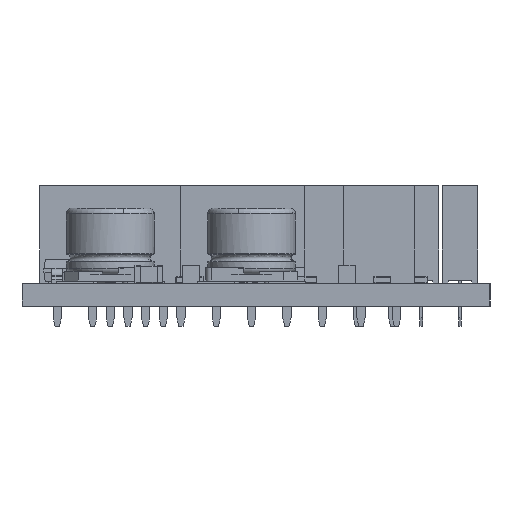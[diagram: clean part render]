
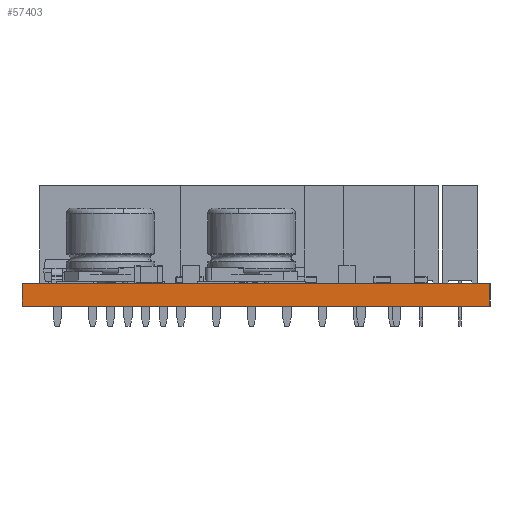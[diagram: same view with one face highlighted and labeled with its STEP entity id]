
A CAD part, left-side view. The second image highlights one B-rep face of the part: STEP entity #57403.
In plain terms, the highlighted planar face has unit normal (-1, 0, 0).
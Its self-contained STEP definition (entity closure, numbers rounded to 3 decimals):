
#57222 = PLANE('',#57223);
#57223 = AXIS2_PLACEMENT_3D('',#57224,#57225,#57226);
#57224 = CARTESIAN_POINT('',(143.51,-116.205,0.));
#57225 = DIRECTION('',(0.,-1.,0.));
#57226 = DIRECTION('',(-1.,0.,0.));
#57247 = VERTEX_POINT('',#57248);
#57248 = CARTESIAN_POINT('',(71.755,-116.205,1.6));
#57262 = PLANE('',#57263);
#57263 = AXIS2_PLACEMENT_3D('',#57264,#57265,#57266);
#57264 = CARTESIAN_POINT('',(109.855,-99.378,1.6));
#57265 = DIRECTION('',(0.,0.,-1.));
#57266 = DIRECTION('',(-1.,0.,0.));
#57274 = EDGE_CURVE('',#57275,#57247,#57277,.T.);
#57275 = VERTEX_POINT('',#57276);
#57276 = CARTESIAN_POINT('',(71.755,-116.205,0.));
#57277 = SURFACE_CURVE('',#57278,(#57282,#57289),.PCURVE_S1.);
#57278 = LINE('',#57279,#57280);
#57279 = CARTESIAN_POINT('',(71.755,-116.205,0.));
#57280 = VECTOR('',#57281,1.);
#57281 = DIRECTION('',(0.,0.,1.));
#57282 = PCURVE('',#57222,#57283);
#57283 = DEFINITIONAL_REPRESENTATION('',(#57284),#57288);
#57284 = LINE('',#57285,#57286);
#57285 = CARTESIAN_POINT('',(71.755,0.));
#57286 = VECTOR('',#57287,1.);
#57287 = DIRECTION('',(0.,-1.));
#57288 = ( GEOMETRIC_REPRESENTATION_CONTEXT(2) 
PARAMETRIC_REPRESENTATION_CONTEXT() REPRESENTATION_CONTEXT('2D SPACE',''
  ) );
#57289 = PCURVE('',#57290,#57295);
#57290 = PLANE('',#57291);
#57291 = AXIS2_PLACEMENT_3D('',#57292,#57293,#57294);
#57292 = CARTESIAN_POINT('',(71.755,-116.205,0.));
#57293 = DIRECTION('',(-1.,0.,0.));
#57294 = DIRECTION('',(0.,1.,0.));
#57295 = DEFINITIONAL_REPRESENTATION('',(#57296),#57300);
#57296 = LINE('',#57297,#57298);
#57297 = CARTESIAN_POINT('',(0.,0.));
#57298 = VECTOR('',#57299,1.);
#57299 = DIRECTION('',(0.,-1.));
#57300 = ( GEOMETRIC_REPRESENTATION_CONTEXT(2) 
PARAMETRIC_REPRESENTATION_CONTEXT() REPRESENTATION_CONTEXT('2D SPACE',''
  ) );
#57316 = PLANE('',#57317);
#57317 = AXIS2_PLACEMENT_3D('',#57318,#57319,#57320);
#57318 = CARTESIAN_POINT('',(109.855,-99.378,0.));
#57319 = DIRECTION('',(0.,0.,-1.));
#57320 = DIRECTION('',(-1.,0.,0.));
#57403 = ADVANCED_FACE('',(#57404),#57290,.T.);
#57404 = FACE_BOUND('',#57405,.T.);
#57405 = EDGE_LOOP('',(#57406,#57407,#57430,#57458));
#57406 = ORIENTED_EDGE('',*,*,#57274,.T.);
#57407 = ORIENTED_EDGE('',*,*,#57408,.T.);
#57408 = EDGE_CURVE('',#57247,#57409,#57411,.T.);
#57409 = VERTEX_POINT('',#57410);
#57410 = CARTESIAN_POINT('',(71.755,-82.55,1.6));
#57411 = SURFACE_CURVE('',#57412,(#57416,#57423),.PCURVE_S1.);
#57412 = LINE('',#57413,#57414);
#57413 = CARTESIAN_POINT('',(71.755,-116.205,1.6));
#57414 = VECTOR('',#57415,1.);
#57415 = DIRECTION('',(0.,1.,0.));
#57416 = PCURVE('',#57290,#57417);
#57417 = DEFINITIONAL_REPRESENTATION('',(#57418),#57422);
#57418 = LINE('',#57419,#57420);
#57419 = CARTESIAN_POINT('',(0.,-1.6));
#57420 = VECTOR('',#57421,1.);
#57421 = DIRECTION('',(1.,0.));
#57422 = ( GEOMETRIC_REPRESENTATION_CONTEXT(2) 
PARAMETRIC_REPRESENTATION_CONTEXT() REPRESENTATION_CONTEXT('2D SPACE',''
  ) );
#57423 = PCURVE('',#57262,#57424);
#57424 = DEFINITIONAL_REPRESENTATION('',(#57425),#57429);
#57425 = LINE('',#57426,#57427);
#57426 = CARTESIAN_POINT('',(38.1,-16.828));
#57427 = VECTOR('',#57428,1.);
#57428 = DIRECTION('',(0.,1.));
#57429 = ( GEOMETRIC_REPRESENTATION_CONTEXT(2) 
PARAMETRIC_REPRESENTATION_CONTEXT() REPRESENTATION_CONTEXT('2D SPACE',''
  ) );
#57430 = ORIENTED_EDGE('',*,*,#57431,.F.);
#57431 = EDGE_CURVE('',#57432,#57409,#57434,.T.);
#57432 = VERTEX_POINT('',#57433);
#57433 = CARTESIAN_POINT('',(71.755,-82.55,0.));
#57434 = SURFACE_CURVE('',#57435,(#57439,#57446),.PCURVE_S1.);
#57435 = LINE('',#57436,#57437);
#57436 = CARTESIAN_POINT('',(71.755,-82.55,0.));
#57437 = VECTOR('',#57438,1.);
#57438 = DIRECTION('',(0.,0.,1.));
#57439 = PCURVE('',#57290,#57440);
#57440 = DEFINITIONAL_REPRESENTATION('',(#57441),#57445);
#57441 = LINE('',#57442,#57443);
#57442 = CARTESIAN_POINT('',(33.655,0.));
#57443 = VECTOR('',#57444,1.);
#57444 = DIRECTION('',(0.,-1.));
#57445 = ( GEOMETRIC_REPRESENTATION_CONTEXT(2) 
PARAMETRIC_REPRESENTATION_CONTEXT() REPRESENTATION_CONTEXT('2D SPACE',''
  ) );
#57446 = PCURVE('',#57447,#57452);
#57447 = PLANE('',#57448);
#57448 = AXIS2_PLACEMENT_3D('',#57449,#57450,#57451);
#57449 = CARTESIAN_POINT('',(71.755,-82.55,0.));
#57450 = DIRECTION('',(0.,1.,0.));
#57451 = DIRECTION('',(1.,0.,0.));
#57452 = DEFINITIONAL_REPRESENTATION('',(#57453),#57457);
#57453 = LINE('',#57454,#57455);
#57454 = CARTESIAN_POINT('',(0.,0.));
#57455 = VECTOR('',#57456,1.);
#57456 = DIRECTION('',(0.,-1.));
#57457 = ( GEOMETRIC_REPRESENTATION_CONTEXT(2) 
PARAMETRIC_REPRESENTATION_CONTEXT() REPRESENTATION_CONTEXT('2D SPACE',''
  ) );
#57458 = ORIENTED_EDGE('',*,*,#57459,.F.);
#57459 = EDGE_CURVE('',#57275,#57432,#57460,.T.);
#57460 = SURFACE_CURVE('',#57461,(#57465,#57472),.PCURVE_S1.);
#57461 = LINE('',#57462,#57463);
#57462 = CARTESIAN_POINT('',(71.755,-116.205,0.));
#57463 = VECTOR('',#57464,1.);
#57464 = DIRECTION('',(0.,1.,0.));
#57465 = PCURVE('',#57290,#57466);
#57466 = DEFINITIONAL_REPRESENTATION('',(#57467),#57471);
#57467 = LINE('',#57468,#57469);
#57468 = CARTESIAN_POINT('',(0.,0.));
#57469 = VECTOR('',#57470,1.);
#57470 = DIRECTION('',(1.,0.));
#57471 = ( GEOMETRIC_REPRESENTATION_CONTEXT(2) 
PARAMETRIC_REPRESENTATION_CONTEXT() REPRESENTATION_CONTEXT('2D SPACE',''
  ) );
#57472 = PCURVE('',#57316,#57473);
#57473 = DEFINITIONAL_REPRESENTATION('',(#57474),#57478);
#57474 = LINE('',#57475,#57476);
#57475 = CARTESIAN_POINT('',(38.1,-16.828));
#57476 = VECTOR('',#57477,1.);
#57477 = DIRECTION('',(0.,1.));
#57478 = ( GEOMETRIC_REPRESENTATION_CONTEXT(2) 
PARAMETRIC_REPRESENTATION_CONTEXT() REPRESENTATION_CONTEXT('2D SPACE',''
  ) );
